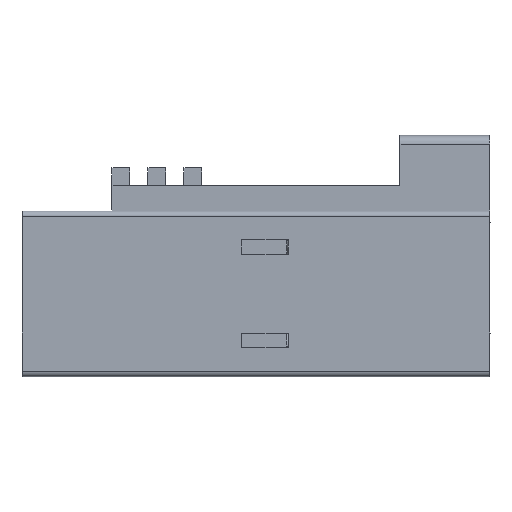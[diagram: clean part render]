
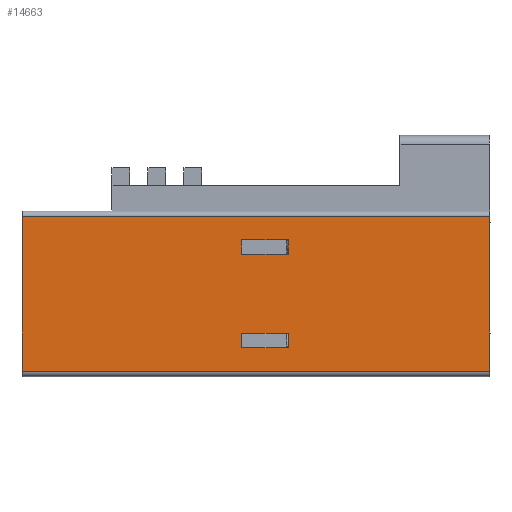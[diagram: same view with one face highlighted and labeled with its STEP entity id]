
A CAD part, front view. The second image highlights one B-rep face of the part: STEP entity #14663.
In plain terms, the highlighted planar face has unit normal (0, -1, 0).
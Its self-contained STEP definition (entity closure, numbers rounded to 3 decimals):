
#3555=DIRECTION('',(0.,0.,-1.));
#3556=VECTOR('',#3555,8.6);
#3557=CARTESIAN_POINT('',(-9.69,-4.6,4.3));
#3558=LINE('',#3557,#3556);
#3717=DIRECTION('',(0.,0.,-1.));
#3718=VECTOR('',#3717,8.6);
#3719=CARTESIAN_POINT('',(16.31,-4.6,4.3));
#3720=LINE('',#3719,#3718);
#3798=DIRECTION('',(1.,0.,0.));
#3799=VECTOR('',#3798,26.);
#3800=CARTESIAN_POINT('',(-9.69,-4.6,4.3));
#3801=LINE('',#3800,#3799);
#3802=DIRECTION('',(-1.,0.,0.));
#3803=VECTOR('',#3802,2.6);
#3804=CARTESIAN_POINT('',(5.11,-4.6,3.));
#3805=LINE('',#3804,#3803);
#3806=DIRECTION('',(0.,0.,-1.));
#3807=VECTOR('',#3806,0.8);
#3808=CARTESIAN_POINT('',(2.51,-4.6,3.));
#3809=LINE('',#3808,#3807);
#3810=DIRECTION('',(1.,0.,0.));
#3811=VECTOR('',#3810,2.6);
#3812=CARTESIAN_POINT('',(2.51,-4.6,2.2));
#3813=LINE('',#3812,#3811);
#3814=DIRECTION('',(0.,0.,1.));
#3815=VECTOR('',#3814,0.8);
#3816=CARTESIAN_POINT('',(5.11,-4.6,2.2));
#3817=LINE('',#3816,#3815);
#3818=DIRECTION('',(0.,0.,-1.));
#3819=VECTOR('',#3818,0.8);
#3820=CARTESIAN_POINT('',(2.51,-4.6,-2.2));
#3821=LINE('',#3820,#3819);
#3822=DIRECTION('',(1.,0.,0.));
#3823=VECTOR('',#3822,2.6);
#3824=CARTESIAN_POINT('',(2.51,-4.6,-3.));
#3825=LINE('',#3824,#3823);
#3826=DIRECTION('',(0.,0.,1.));
#3827=VECTOR('',#3826,0.8);
#3828=CARTESIAN_POINT('',(5.11,-4.6,-3.));
#3829=LINE('',#3828,#3827);
#3830=DIRECTION('',(-1.,0.,0.));
#3831=VECTOR('',#3830,2.6);
#3832=CARTESIAN_POINT('',(5.11,-4.6,-2.2));
#3833=LINE('',#3832,#3831);
#7104=DIRECTION('',(1.,0.,0.));
#7105=VECTOR('',#7104,26.);
#7106=CARTESIAN_POINT('',(-9.69,-4.6,-4.3));
#7107=LINE('',#7106,#7105);
#11003=CARTESIAN_POINT('',(-9.69,-4.6,4.3));
#11004=CARTESIAN_POINT('',(-9.69,-4.6,-4.3));
#11005=VERTEX_POINT('',#11003);
#11006=VERTEX_POINT('',#11004);
#11027=CARTESIAN_POINT('',(16.31,-4.6,4.3));
#11028=CARTESIAN_POINT('',(16.31,-4.6,-4.3));
#11029=VERTEX_POINT('',#11027);
#11030=VERTEX_POINT('',#11028);
#11357=CARTESIAN_POINT('',(2.51,-4.6,3.));
#11358=CARTESIAN_POINT('',(5.11,-4.6,3.));
#11359=VERTEX_POINT('',#11357);
#11360=VERTEX_POINT('',#11358);
#11361=CARTESIAN_POINT('',(5.11,-4.6,2.2));
#11362=VERTEX_POINT('',#11361);
#11363=CARTESIAN_POINT('',(2.51,-4.6,2.2));
#11364=VERTEX_POINT('',#11363);
#11365=CARTESIAN_POINT('',(2.51,-4.6,-3.));
#11366=CARTESIAN_POINT('',(2.51,-4.6,-2.2));
#11367=VERTEX_POINT('',#11365);
#11368=VERTEX_POINT('',#11366);
#11369=CARTESIAN_POINT('',(5.11,-4.6,-2.2));
#11370=VERTEX_POINT('',#11369);
#11371=CARTESIAN_POINT('',(5.11,-4.6,-3.));
#11372=VERTEX_POINT('',#11371);
#14630=CARTESIAN_POINT('',(-9.69,-4.6,4.3));
#14631=DIRECTION('',(0.,-1.,0.));
#14632=DIRECTION('',(0.,0.,-1.));
#14633=AXIS2_PLACEMENT_3D('',#14630,#14631,#14632);
#14634=PLANE('',#14633);
#14635=ORIENTED_EDGE('',*,*,#14485,.F.);
#14637=ORIENTED_EDGE('',*,*,#14636,.T.);
#14638=ORIENTED_EDGE('',*,*,#14579,.T.);
#14640=ORIENTED_EDGE('',*,*,#14639,.F.);
#14641=EDGE_LOOP('',(#14635,#14637,#14638,#14640));
#14642=FACE_OUTER_BOUND('',#14641,.F.);
#14644=ORIENTED_EDGE('',*,*,#14643,.T.);
#14646=ORIENTED_EDGE('',*,*,#14645,.T.);
#14648=ORIENTED_EDGE('',*,*,#14647,.T.);
#14650=ORIENTED_EDGE('',*,*,#14649,.T.);
#14651=EDGE_LOOP('',(#14644,#14646,#14648,#14650));
#14652=FACE_BOUND('',#14651,.F.);
#14654=ORIENTED_EDGE('',*,*,#14653,.T.);
#14656=ORIENTED_EDGE('',*,*,#14655,.T.);
#14658=ORIENTED_EDGE('',*,*,#14657,.T.);
#14660=ORIENTED_EDGE('',*,*,#14659,.T.);
#14661=EDGE_LOOP('',(#14654,#14656,#14658,#14660));
#14662=FACE_BOUND('',#14661,.F.);
#14663=ADVANCED_FACE('',(#14642,#14652,#14662),#14634,.T.);
#14485=EDGE_CURVE('',#11005,#11006,#3558,.T.);
#14579=EDGE_CURVE('',#11029,#11030,#3720,.T.);
#14636=EDGE_CURVE('',#11005,#11029,#3801,.T.);
#14639=EDGE_CURVE('',#11006,#11030,#7107,.T.);
#14643=EDGE_CURVE('',#11360,#11359,#3805,.T.);
#14645=EDGE_CURVE('',#11359,#11364,#3809,.T.);
#14647=EDGE_CURVE('',#11364,#11362,#3813,.T.);
#14649=EDGE_CURVE('',#11362,#11360,#3817,.T.);
#14653=EDGE_CURVE('',#11368,#11367,#3821,.T.);
#14655=EDGE_CURVE('',#11367,#11372,#3825,.T.);
#14657=EDGE_CURVE('',#11372,#11370,#3829,.T.);
#14659=EDGE_CURVE('',#11370,#11368,#3833,.T.);
